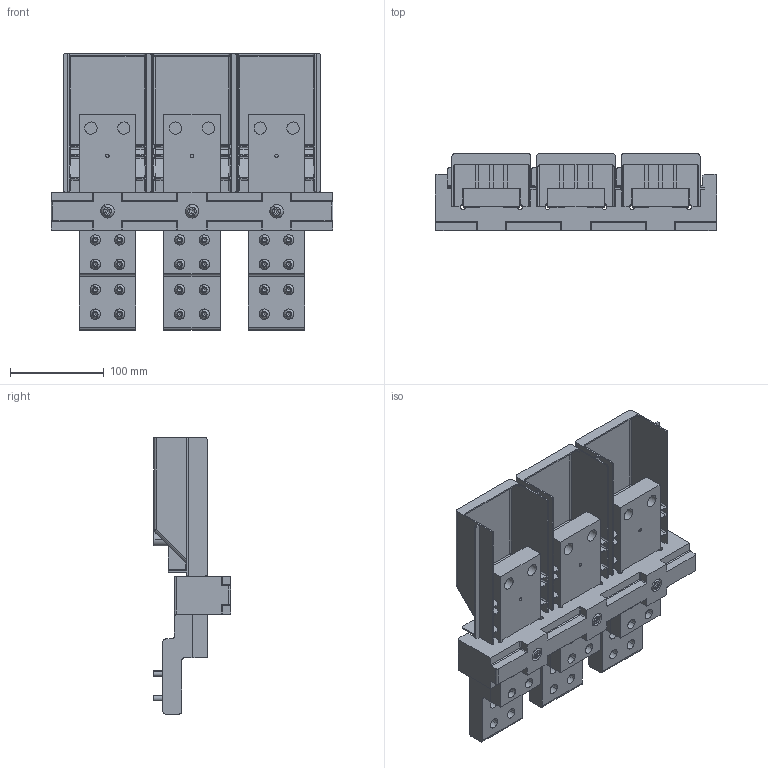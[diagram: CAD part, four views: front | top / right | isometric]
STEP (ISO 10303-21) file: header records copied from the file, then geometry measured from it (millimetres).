
FILE_DESCRIPTION(('CATIA V5 STEP Exchange'),'2;1');
FILE_NAME('1SDH001252R0316_E2.2_III_F_TERMINALS_F_UPPER.stp','2014-11-06T13:44:20+00:00',('none'),('none'),'CATIA Version 5 Release 20 SP 6 (IN-10)','CATIA V5 STEP AP214','none');
FILE_SCHEMA(('AUTOMOTIVE_DESIGN { 1 0 10303 214 1 1 1 1 }'));
Products named in the file (1): 1SDH001252R0316_E2.2_III_F_TERMINALS_F_UPPER
Bounding box: 300 x 82.1 x 294 mm (x, y, z)
Volume: 1636790 mm3; surface area: 514745 mm2
Topology: 67 solids, 67 shells, 2077 faces, 5322 edges, 3292 vertices
Faces by surface type: plane 943, cylinder 858, sphere 198, cone 60, bspline 12, torus 6
Entity records: 61743 total; most frequent: CARTESIAN_POINT 15154, ORIENTED_EDGE 10272, DIRECTION 7675, EDGE_CURVE 5136, VERTEX_POINT 3292, AXIS2_PLACEMENT_3D 3273, VECTOR 2817, LINE 2817
